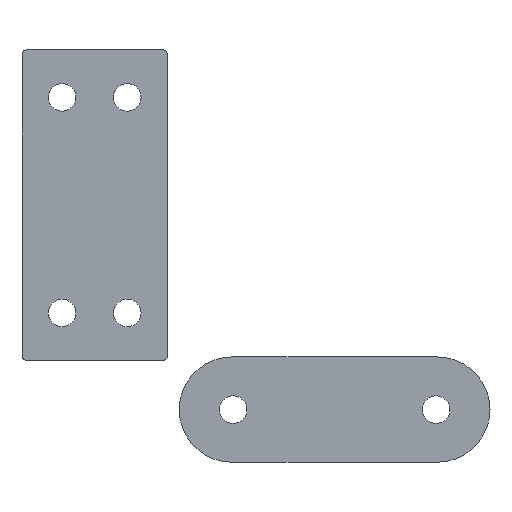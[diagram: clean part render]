
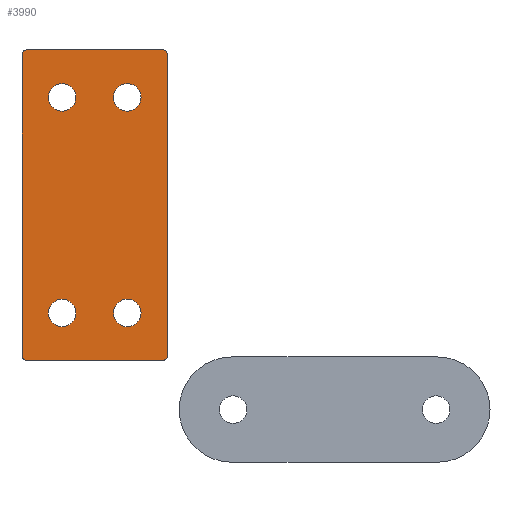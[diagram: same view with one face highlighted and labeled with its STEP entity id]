
A CAD part, front view. The second image highlights one B-rep face of the part: STEP entity #3990.
In plain terms, the highlighted planar face has unit normal (0, -1, 0).
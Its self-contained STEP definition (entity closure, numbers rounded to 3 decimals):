
#1 = ORIENTED_EDGE ( 'NONE', *, *, #1864, .T. ) ;
#7 = ORIENTED_EDGE ( 'NONE', *, *, #1765, .F. ) ;
#10 = EDGE_LOOP ( 'NONE', ( #7, #1, #14, #12, #37, #13, #35, #38 ) ) ;
#11 = ORIENTED_EDGE ( 'NONE', *, *, #3973, .F. ) ;
#12 = ORIENTED_EDGE ( 'NONE', *, *, #1875, .T. ) ;
#13 = ORIENTED_EDGE ( 'NONE', *, *, #33, .T. ) ;
#14 = ORIENTED_EDGE ( 'NONE', *, *, #2724, .F. ) ;
#15 = EDGE_LOOP ( 'NONE', ( #29, #11 ) ) ;
#19 = ORIENTED_EDGE ( 'NONE', *, *, #1713, .F. ) ;
#22 = VERTEX_POINT ( 'NONE', #1709 ) ;
#27 = ORIENTED_EDGE ( 'NONE', *, *, #490, .F. ) ;
#28 = EDGE_LOOP ( 'NONE', ( #3996, #19 ) ) ;
#29 = ORIENTED_EDGE ( 'NONE', *, *, #1808, .F. ) ;
#30 = ORIENTED_EDGE ( 'NONE', *, *, #1730, .F. ) ;
#33 = EDGE_CURVE ( 'NONE', #1727, #22, #2004, .T. ) ;
#35 = ORIENTED_EDGE ( 'NONE', *, *, #39, .F. ) ;
#37 = ORIENTED_EDGE ( 'NONE', *, *, #1740, .F. ) ;
#38 = ORIENTED_EDGE ( 'NONE', *, *, #4028, .F. ) ;
#39 = EDGE_CURVE ( 'NONE', #1745, #22, #642, .T. ) ;
#463 = VERTEX_POINT ( 'NONE', #1441 ) ;
#490 = EDGE_CURVE ( 'NONE', #511, #514, #1464, .T. ) ;
#498 = VERTEX_POINT ( 'NONE', #1479 ) ;
#509 = EDGE_CURVE ( 'NONE', #498, #463, #1478, .T. ) ;
#511 = VERTEX_POINT ( 'NONE', #1502 ) ;
#514 = VERTEX_POINT ( 'NONE', #1490 ) ;
#520 = VERTEX_POINT ( 'NONE', #1510 ) ;
#639 = DIRECTION ( 'NONE',  ( 0., 0., -1. ) ) ;
#640 = VECTOR ( 'NONE', #639, 1000. ) ;
#641 = CARTESIAN_POINT ( 'NONE',  ( 0., -6.5, 0. ) ) ;
#642 = LINE ( 'NONE', #641, #640 ) ;
#1441 = CARTESIAN_POINT ( 'NONE',  ( -5.25, -6.5, -21.5 ) ) ;
#1447 = DIRECTION ( 'NONE',  ( -1., 0., 0. ) ) ;
#1448 = DIRECTION ( 'NONE',  ( 0., -1., 0. ) ) ;
#1449 = CARTESIAN_POINT ( 'NONE',  ( -21., -6.5, 21.5 ) ) ;
#1452 = AXIS2_PLACEMENT_3D ( 'NONE', #1449, #1448, #1447 ) ;
#1464 = CIRCLE ( 'NONE', #1452, 2.75 ) ;
#1478 = CIRCLE ( 'NONE', #1503, 2.75 ) ;
#1479 = CARTESIAN_POINT ( 'NONE',  ( -10.75, -6.5, -21.5 ) ) ;
#1490 = CARTESIAN_POINT ( 'NONE',  ( -18.25, -6.5, 21.5 ) ) ;
#1497 = DIRECTION ( 'NONE',  ( -1., 0., 0. ) ) ;
#1498 = DIRECTION ( 'NONE',  ( 0., -1., 0. ) ) ;
#1502 = CARTESIAN_POINT ( 'NONE',  ( -23.75, -6.5, 21.5 ) ) ;
#1503 = AXIS2_PLACEMENT_3D ( 'NONE', #1507, #1498, #1497 ) ;
#1507 = CARTESIAN_POINT ( 'NONE',  ( -8., -6.5, -21.5 ) ) ;
#1510 = CARTESIAN_POINT ( 'NONE',  ( -5.25, -6.5, 21.5 ) ) ;
#1622 = DIRECTION ( 'NONE',  ( -1., 0., 0. ) ) ;
#1623 = DIRECTION ( 'NONE',  ( 0., -1., 0. ) ) ;
#1624 = CARTESIAN_POINT ( 'NONE',  ( -8., -6.5, 21.5 ) ) ;
#1625 = AXIS2_PLACEMENT_3D ( 'NONE', #1624, #1623, #1622 ) ;
#1626 = CIRCLE ( 'NONE', #1625, 2.75 ) ;
#1651 = CIRCLE ( 'NONE', #1667, 2.75 ) ;
#1658 = DIRECTION ( 'NONE',  ( 0., -1., 0. ) ) ;
#1661 = CARTESIAN_POINT ( 'NONE',  ( -14.5, -6.5, -31. ) ) ;
#1665 = DIRECTION ( 'NONE',  ( -1., 0., 0. ) ) ;
#1666 = DIRECTION ( 'NONE',  ( 0., -1., 0. ) ) ;
#1667 = AXIS2_PLACEMENT_3D ( 'NONE', #1678, #1666, #1665 ) ;
#1669 = CIRCLE ( 'NONE', #1704, 2.75 ) ;
#1673 = CARTESIAN_POINT ( 'NONE',  ( -1., -6.5, -31. ) ) ;
#1678 = CARTESIAN_POINT ( 'NONE',  ( -8., -6.5, -21.5 ) ) ;
#1692 = DIRECTION ( 'NONE',  ( -1., 0., 0. ) ) ;
#1693 = VECTOR ( 'NONE', #1692, 1000. ) ;
#1694 = CARTESIAN_POINT ( 'NONE',  ( 0., -6.5, 30. ) ) ;
#1698 = LINE ( 'NONE', #1661, #1693 ) ;
#1703 = DIRECTION ( 'NONE',  ( -1., 0., 0. ) ) ;
#1704 = AXIS2_PLACEMENT_3D ( 'NONE', #1707, #1658, #1703 ) ;
#1706 = CARTESIAN_POINT ( 'NONE',  ( -28., -6.5, 31. ) ) ;
#1707 = CARTESIAN_POINT ( 'NONE',  ( -21., -6.5, 21.5 ) ) ;
#1709 = CARTESIAN_POINT ( 'NONE',  ( 0., -6.5, -30. ) ) ;
#1713 = EDGE_CURVE ( 'NONE', #520, #4004, #1626, .T. ) ;
#1723 = EDGE_CURVE ( 'NONE', #463, #498, #1651, .T. ) ;
#1727 = VERTEX_POINT ( 'NONE', #1673 ) ;
#1730 = EDGE_CURVE ( 'NONE', #514, #511, #1669, .T. ) ;
#1740 = EDGE_CURVE ( 'NONE', #1727, #1867, #1698, .T. ) ;
#1745 = VERTEX_POINT ( 'NONE', #1694 ) ;
#1765 = EDGE_CURVE ( 'NONE', #1833, #2245, #2324, .T. ) ;
#1788 = EDGE_CURVE ( 'NONE', #4004, #520, #2326, .T. ) ;
#1790 = VERTEX_POINT ( 'NONE', #2435 ) ;
#1808 = EDGE_CURVE ( 'NONE', #3998, #1790, #2465, .T. ) ;
#1833 = VERTEX_POINT ( 'NONE', #1706 ) ;
#1841 = VERTEX_POINT ( 'NONE', #2551 ) ;
#1864 = EDGE_CURVE ( 'NONE', #1833, #1841, #2561, .T. ) ;
#1866 = VERTEX_POINT ( 'NONE', #2558 ) ;
#1867 = VERTEX_POINT ( 'NONE', #2615 ) ;
#1875 = EDGE_CURVE ( 'NONE', #1866, #1867, #2619, .T. ) ;
#2000 = DIRECTION ( 'NONE',  ( 0., -1., 0. ) ) ;
#2001 = DIRECTION ( 'NONE',  ( 0., 0., -1. ) ) ;
#2002 = CARTESIAN_POINT ( 'NONE',  ( -1., -6.5, -30. ) ) ;
#2003 = AXIS2_PLACEMENT_3D ( 'NONE', #2002, #2000, #2001 ) ;
#2004 = CIRCLE ( 'NONE', #2003, 1. ) ;
#2245 = VERTEX_POINT ( 'NONE', #3417 ) ;
#2323 = CARTESIAN_POINT ( 'NONE',  ( -14.5, -6.5, 31. ) ) ;
#2324 = LINE ( 'NONE', #2323, #2350 ) ;
#2326 = CIRCLE ( 'NONE', #2437, 2.75 ) ;
#2349 = DIRECTION ( 'NONE',  ( 1., 0., 0. ) ) ;
#2350 = VECTOR ( 'NONE', #2349, 1000. ) ;
#2429 = CARTESIAN_POINT ( 'NONE',  ( -21., -6.5, -21.5 ) ) ;
#2435 = CARTESIAN_POINT ( 'NONE',  ( -18.25, -6.5, -21.5 ) ) ;
#2436 = DIRECTION ( 'NONE',  ( -1., 0., 0. ) ) ;
#2437 = AXIS2_PLACEMENT_3D ( 'NONE', #2439, #2440, #2436 ) ;
#2439 = CARTESIAN_POINT ( 'NONE',  ( -8., -6.5, 21.5 ) ) ;
#2440 = DIRECTION ( 'NONE',  ( 0., -1., 0. ) ) ;
#2447 = DIRECTION ( 'NONE',  ( -1., 0., 0. ) ) ;
#2448 = DIRECTION ( 'NONE',  ( 0., -1., 0. ) ) ;
#2464 = AXIS2_PLACEMENT_3D ( 'NONE', #2429, #2448, #2447 ) ;
#2465 = CIRCLE ( 'NONE', #2464, 2.75 ) ;
#2551 = CARTESIAN_POINT ( 'NONE',  ( -29., -6.5, 30. ) ) ;
#2558 = CARTESIAN_POINT ( 'NONE',  ( -29., -6.5, -30. ) ) ;
#2561 = CIRCLE ( 'NONE', #2589, 1. ) ;
#2564 = CARTESIAN_POINT ( 'NONE',  ( -28., -6.5, -30. ) ) ;
#2589 = AXIS2_PLACEMENT_3D ( 'NONE', #2618, #2617, #2616 ) ;
#2596 = DIRECTION ( 'NONE',  ( -1., 0., 0. ) ) ;
#2597 = DIRECTION ( 'NONE',  ( 0., -1., 0. ) ) ;
#2601 = AXIS2_PLACEMENT_3D ( 'NONE', #2564, #2597, #2596 ) ;
#2615 = CARTESIAN_POINT ( 'NONE',  ( -28., -6.5, -31. ) ) ;
#2616 = DIRECTION ( 'NONE',  ( -1., 0., 0. ) ) ;
#2617 = DIRECTION ( 'NONE',  ( 0., -1., 0. ) ) ;
#2618 = CARTESIAN_POINT ( 'NONE',  ( -28., -6.5, 30. ) ) ;
#2619 = CIRCLE ( 'NONE', #2601, 1. ) ;
#2724 = EDGE_CURVE ( 'NONE', #1866, #1841, #3585, .T. ) ;
#3417 = CARTESIAN_POINT ( 'NONE',  ( -1., -6.5, 31. ) ) ;
#3582 = CIRCLE ( 'NONE', #3587, 2.75 ) ;
#3583 = DIRECTION ( 'NONE',  ( 0., 0., 1. ) ) ;
#3584 = VECTOR ( 'NONE', #3583, 1000. ) ;
#3585 = LINE ( 'NONE', #3593, #3584 ) ;
#3587 = AXIS2_PLACEMENT_3D ( 'NONE', #3617, #3612, #3611 ) ;
#3593 = CARTESIAN_POINT ( 'NONE',  ( -29., -6.5, 0. ) ) ;
#3604 = AXIS2_PLACEMENT_3D ( 'NONE', #3610, #3609, #3666 ) ;
#3608 = FACE_BOUND ( 'NONE', #3992, .T. ) ;
#3609 = DIRECTION ( 'NONE',  ( 0., 1., 0. ) ) ;
#3610 = CARTESIAN_POINT ( 'NONE',  ( -29., -6.5, -31. ) ) ;
#3611 = DIRECTION ( 'NONE',  ( -1., 0., 0. ) ) ;
#3612 = DIRECTION ( 'NONE',  ( 0., -1., 0. ) ) ;
#3613 = FACE_BOUND ( 'NONE', #15, .T. ) ;
#3617 = CARTESIAN_POINT ( 'NONE',  ( -21., -6.5, -21.5 ) ) ;
#3618 = CARTESIAN_POINT ( 'NONE',  ( -10.75, -6.5, 21.5 ) ) ;
#3622 = FACE_BOUND ( 'NONE', #4023, .T. ) ;
#3626 = FACE_BOUND ( 'NONE', #28, .T. ) ;
#3628 = FACE_OUTER_BOUND ( 'NONE', #10, .T. ) ;
#3635 = PLANE ( 'NONE',  #3604 ) ;
#3657 = DIRECTION ( 'NONE',  ( 0., 0., -1. ) ) ;
#3658 = DIRECTION ( 'NONE',  ( 0., 1., 0. ) ) ;
#3659 = CARTESIAN_POINT ( 'NONE',  ( -1., -6.5, 30. ) ) ;
#3660 = AXIS2_PLACEMENT_3D ( 'NONE', #3659, #3658, #3657 ) ;
#3661 = CIRCLE ( 'NONE', #3660, 1. ) ;
#3666 = DIRECTION ( 'NONE',  ( 0., 0., 1. ) ) ;
#3667 = CARTESIAN_POINT ( 'NONE',  ( -23.75, -6.5, -21.5 ) ) ;
#3973 = EDGE_CURVE ( 'NONE', #1790, #3998, #3582, .T. ) ;
#3990 = ADVANCED_FACE ( 'NONE', ( #3622, #3608, #3626, #3613, #3628 ), #3635, .F. ) ;
#3992 = EDGE_LOOP ( 'NONE', ( #27, #30 ) ) ;
#3994 = ORIENTED_EDGE ( 'NONE', *, *, #509, .F. ) ;
#3996 = ORIENTED_EDGE ( 'NONE', *, *, #1788, .F. ) ;
#3997 = ORIENTED_EDGE ( 'NONE', *, *, #1723, .F. ) ;
#3998 = VERTEX_POINT ( 'NONE', #3667 ) ;
#4004 = VERTEX_POINT ( 'NONE', #3618 ) ;
#4023 = EDGE_LOOP ( 'NONE', ( #3994, #3997 ) ) ;
#4028 = EDGE_CURVE ( 'NONE', #2245, #1745, #3661, .T. ) ;
